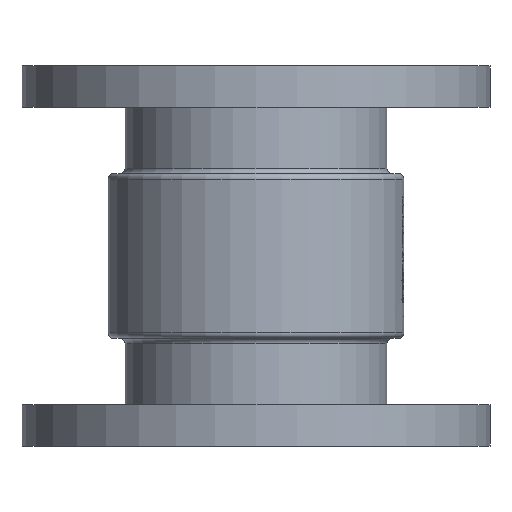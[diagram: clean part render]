
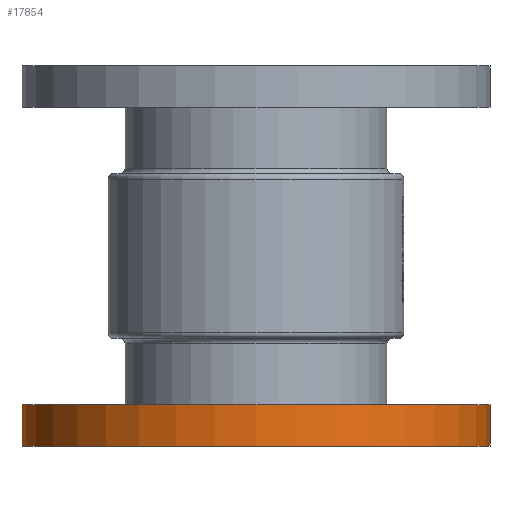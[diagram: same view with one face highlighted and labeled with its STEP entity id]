
A CAD part, front view. The second image highlights one B-rep face of the part: STEP entity #17854.
In plain terms, the highlighted cylindrical face has radius 125 mm (diameter 250 mm), a partial arc.
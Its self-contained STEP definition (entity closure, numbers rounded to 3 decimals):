
#720 = CARTESIAN_POINT ( 'NONE',  ( 125., 0., -181. ) ) ;
#1339 = ORIENTED_EDGE ( 'NONE', *, *, #17493, .F. ) ;
#2242 = EDGE_CURVE ( 'NONE', #7784, #21436, #23787, .T. ) ;
#2400 = CARTESIAN_POINT ( 'NONE',  ( 0., 0., -203. ) ) ;
#2528 = CYLINDRICAL_SURFACE ( 'NONE', #12695, 125. ) ;
#2547 = VERTEX_POINT ( 'NONE', #720 ) ;
#3468 = CARTESIAN_POINT ( 'NONE',  ( -125., 0., -203. ) ) ;
#3789 = EDGE_CURVE ( 'NONE', #21436, #26636, #14184, .T. ) ;
#4147 = CARTESIAN_POINT ( 'NONE',  ( 0., 0., -181. ) ) ;
#4206 = ORIENTED_EDGE ( 'NONE', *, *, #3789, .T. ) ;
#4500 = DIRECTION ( 'NONE',  ( 1., 0., 0. ) ) ;
#5686 = DIRECTION ( 'NONE',  ( 0., 0., -1. ) ) ;
#6438 = VECTOR ( 'NONE', #14398, 1000. ) ;
#7018 = VECTOR ( 'NONE', #5686, 1000. ) ;
#7784 = VERTEX_POINT ( 'NONE', #9615 ) ;
#7933 = CARTESIAN_POINT ( 'NONE',  ( -125., 0., -203. ) ) ;
#8113 = CARTESIAN_POINT ( 'NONE',  ( 125., 0., -203. ) ) ;
#8638 = DIRECTION ( 'NONE',  ( 0., 0., 1. ) ) ;
#9615 = CARTESIAN_POINT ( 'NONE',  ( -125., 0., -181. ) ) ;
#10282 = AXIS2_PLACEMENT_3D ( 'NONE', #4147, #8638, #13278 ) ;
#11661 = DIRECTION ( 'NONE',  ( 0., 0., -1. ) ) ;
#12614 = LINE ( 'NONE', #8113, #6438 ) ;
#12695 = AXIS2_PLACEMENT_3D ( 'NONE', #27054, #11661, #16276 ) ;
#13278 = DIRECTION ( 'NONE',  ( 1., 0., 0. ) ) ;
#14184 = CIRCLE ( 'NONE', #19436, 125. ) ;
#14398 = DIRECTION ( 'NONE',  ( 0., 0., -1. ) ) ;
#16276 = DIRECTION ( 'NONE',  ( 1., 0., 0. ) ) ;
#17493 = EDGE_CURVE ( 'NONE', #2547, #26636, #12614, .T. ) ;
#17705 = EDGE_LOOP ( 'NONE', ( #27922, #21215, #4206, #1339 ) ) ;
#17854 = ADVANCED_FACE ( 'NONE', ( #20775 ), #2528, .T. ) ;
#19436 = AXIS2_PLACEMENT_3D ( 'NONE', #2400, #20355, #4500 ) ;
#19918 = EDGE_CURVE ( 'NONE', #7784, #2547, #26483, .T. ) ;
#20355 = DIRECTION ( 'NONE',  ( 0., 0., 1. ) ) ;
#20775 = FACE_OUTER_BOUND ( 'NONE', #17705, .T. ) ;
#21215 = ORIENTED_EDGE ( 'NONE', *, *, #2242, .T. ) ;
#21436 = VERTEX_POINT ( 'NONE', #3468 ) ;
#23787 = LINE ( 'NONE', #7933, #7018 ) ;
#26483 = CIRCLE ( 'NONE', #10282, 125. ) ;
#26636 = VERTEX_POINT ( 'NONE', #26866 ) ;
#26866 = CARTESIAN_POINT ( 'NONE',  ( 125., 0., -203. ) ) ;
#27054 = CARTESIAN_POINT ( 'NONE',  ( 0., 0., -203. ) ) ;
#27922 = ORIENTED_EDGE ( 'NONE', *, *, #19918, .F. ) ;
